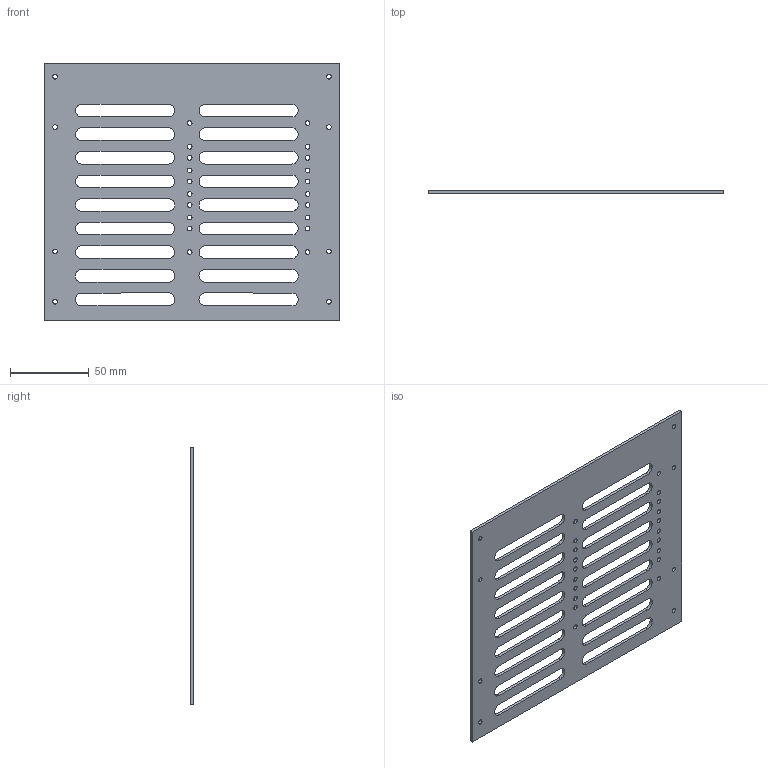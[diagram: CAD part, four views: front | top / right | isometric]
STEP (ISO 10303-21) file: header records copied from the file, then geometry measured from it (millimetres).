
FILE_DESCRIPTION (( 'STEP AP203' ), '1' );
FILE_NAME ('菁攫菁醱褲x1-抯啣.STEP', '2024-08-12T06:38:09', ( '' ), ( '' ), 'SwSTEP 2.0', 'SolidWorks 2020', '' );
FILE_SCHEMA (( 'CONFIG_CONTROL_DESIGN' ));
Length unit declared in the file: millimetre
Products named in the file (1): 菁攫菁醱褲x1-抯啣
Bounding box: 188 x 2 x 163.5 mm (x, y, z)
Volume: 43317 mm3; surface area: 50120.8 mm2
Topology: 1 solids, 1 shells, 138 faces, 408 edges, 272 vertices
Faces by surface type: cylinder 96, plane 42
Entity records: 4965 total; most frequent: DIRECTION 878, CARTESIAN_POINT 819, ORIENTED_EDGE 816, EDGE_CURVE 408, AXIS2_PLACEMENT_3D 331, VERTEX_POINT 272, EDGE_LOOP 230, LINE 216
